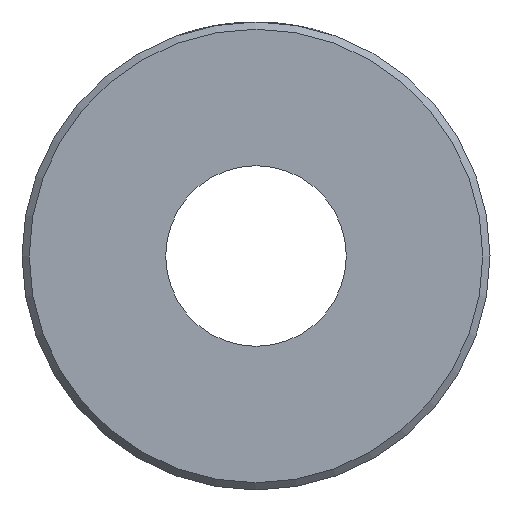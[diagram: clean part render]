
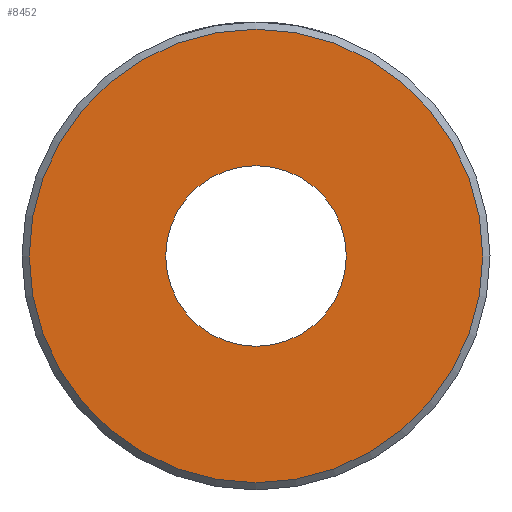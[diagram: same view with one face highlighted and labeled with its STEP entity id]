
A CAD part, left-side view. The second image highlights one B-rep face of the part: STEP entity #8452.
In plain terms, the highlighted planar face has unit normal (-1, 0, 0).
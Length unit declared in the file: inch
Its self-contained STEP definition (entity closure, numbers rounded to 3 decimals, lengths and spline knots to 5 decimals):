
#8368=CARTESIAN_POINT('',(0.0,-0.1875,0.0));
#8369=VERTEX_POINT('',#8368);
#8370=CARTESIAN_POINT('',(0.0,0.0,0.0));
#8371=DIRECTION('',(1.0,0.0,0.0));
#8372=DIRECTION('',(0.0,-1.0,0.0));
#8373=AXIS2_PLACEMENT_3D('',#8370,#8371,#8372);
#8374=CIRCLE('',#8373,0.1875);
#8375=EDGE_CURVE('',#8369,#8369,#8374,.T.);
#8429=CARTESIAN_POINT('',(0.0,0.471,0.));
#8430=VERTEX_POINT('',#8429);
#8431=CARTESIAN_POINT('',(0.0,0.0,0.0));
#8432=DIRECTION('',(1.0,0.0,0.0));
#8433=DIRECTION('',(0.0,-1.0,0.0));
#8434=AXIS2_PLACEMENT_3D('',#8431,#8432,#8433);
#8435=CIRCLE('',#8434,0.471);
#8436=EDGE_CURVE('',#8430,#8430,#8435,.T.);
#8441=CARTESIAN_POINT('',(0.0,0.0,0.0));
#8442=DIRECTION('',(-1.0,0.0,0.0));
#8443=DIRECTION('',(0.0,0.0,1.0));
#8444=AXIS2_PLACEMENT_3D('',#8441,#8442,#8443);
#8445=PLANE('',#8444);
#8446=ORIENTED_EDGE('',*,*,#8436,.F.);
#8447=EDGE_LOOP('',(#8446));
#8448=FACE_OUTER_BOUND('',#8447,.T.);
#8449=ORIENTED_EDGE('',*,*,#8375,.T.);
#8450=EDGE_LOOP('',(#8449));
#8451=FACE_BOUND('',#8450,.T.);
#8452=ADVANCED_FACE('',(#8448,#8451),#8445,.T.);
